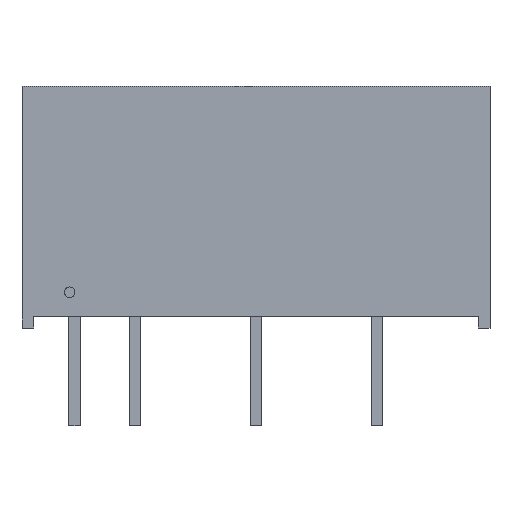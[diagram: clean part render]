
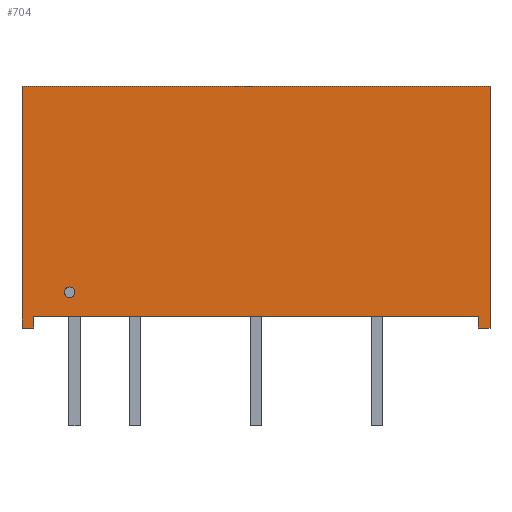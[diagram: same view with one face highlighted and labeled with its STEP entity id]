
A CAD part, top view. The second image highlights one B-rep face of the part: STEP entity #704.
In plain terms, the highlighted planar face has unit normal (0, 0, 1).
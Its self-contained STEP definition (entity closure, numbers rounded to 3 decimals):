
#39 = EDGE_CURVE ( 'NONE', #42, #423, #296, .T. ) ;
#42 = VERTEX_POINT ( 'NONE', #869 ) ;
#53 = VECTOR ( 'NONE', #801, 1000. ) ;
#55 = VERTEX_POINT ( 'NONE', #968 ) ;
#83 = ORIENTED_EDGE ( 'NONE', *, *, #237, .T. ) ;
#119 = EDGE_CURVE ( 'NONE', #510, #638, #363, .T. ) ;
#125 = CARTESIAN_POINT ( 'NONE',  ( -9.325, 0., 7.05 ) ) ;
#141 = EDGE_CURVE ( 'NONE', #316, #1069, #314, .T. ) ;
#155 = CARTESIAN_POINT ( 'NONE',  ( 9.325, 0., 7.05 ) ) ;
#157 = VERTEX_POINT ( 'NONE', #372 ) ;
#167 = DIRECTION ( 'NONE',  ( 0., -1., 0. ) ) ;
#172 = CARTESIAN_POINT ( 'NONE',  ( 9.825, 9.66, 7.05 ) ) ;
#186 = EDGE_LOOP ( 'NONE', ( #661, #253 ) ) ;
#190 = DIRECTION ( 'NONE',  ( 1., 0., 0. ) ) ;
#193 = FACE_BOUND ( 'NONE', #186, .T. ) ;
#200 = CARTESIAN_POINT ( 'NONE',  ( -8.05, 1., 7.05 ) ) ;
#201 = DIRECTION ( 'NONE',  ( 1., 0., 0. ) ) ;
#210 = VECTOR ( 'NONE', #201, 1000. ) ;
#231 = CARTESIAN_POINT ( 'NONE',  ( -9.825, 9.66, 7.05 ) ) ;
#237 = EDGE_CURVE ( 'NONE', #454, #55, #740, .T. ) ;
#252 = ORIENTED_EDGE ( 'NONE', *, *, #938, .T. ) ;
#253 = ORIENTED_EDGE ( 'NONE', *, *, #119, .F. ) ;
#256 = DIRECTION ( 'NONE',  ( 0., 0., 1. ) ) ;
#260 = EDGE_CURVE ( 'NONE', #638, #510, #1077, .T. ) ;
#265 = CARTESIAN_POINT ( 'NONE',  ( -9.325, -0.5, 7.05 ) ) ;
#273 = CARTESIAN_POINT ( 'NONE',  ( 9.325, -0.5, 7.05 ) ) ;
#280 = CARTESIAN_POINT ( 'NONE',  ( 9.325, -0.5, 7.05 ) ) ;
#296 = LINE ( 'NONE', #883, #53 ) ;
#314 = LINE ( 'NONE', #1075, #548 ) ;
#316 = VERTEX_POINT ( 'NONE', #491 ) ;
#342 = CARTESIAN_POINT ( 'NONE',  ( -9.325, 0., 7.05 ) ) ;
#358 = CARTESIAN_POINT ( 'NONE',  ( -9.825, -0.5, 7.05 ) ) ;
#363 = CIRCLE ( 'NONE', #723, 0.225 ) ;
#370 = DIRECTION ( 'NONE',  ( -1., 0., 0. ) ) ;
#372 = CARTESIAN_POINT ( 'NONE',  ( 9.325, 0., 7.05 ) ) ;
#391 = CARTESIAN_POINT ( 'NONE',  ( -7.825, 1., 7.05 ) ) ;
#423 = VERTEX_POINT ( 'NONE', #342 ) ;
#434 = EDGE_CURVE ( 'NONE', #157, #454, #1124, .T. ) ;
#447 = FACE_OUTER_BOUND ( 'NONE', #1003, .T. ) ;
#454 = VERTEX_POINT ( 'NONE', #273 ) ;
#459 = VECTOR ( 'NONE', #760, 1000. ) ;
#469 = DIRECTION ( 'NONE',  ( 1., 0., 0. ) ) ;
#483 = DIRECTION ( 'NONE',  ( 0., 0., 1. ) ) ;
#491 = CARTESIAN_POINT ( 'NONE',  ( -9.825, 9.66, 7.05 ) ) ;
#510 = VERTEX_POINT ( 'NONE', #200 ) ;
#516 = CARTESIAN_POINT ( 'NONE',  ( 9.825, -0.5, 7.05 ) ) ;
#545 = CARTESIAN_POINT ( 'NONE',  ( -7.6, 1., 7.05 ) ) ;
#548 = VECTOR ( 'NONE', #167, 1000. ) ;
#598 = LINE ( 'NONE', #125, #459 ) ;
#604 = EDGE_CURVE ( 'NONE', #423, #157, #598, .T. ) ;
#638 = VERTEX_POINT ( 'NONE', #545 ) ;
#650 = ORIENTED_EDGE ( 'NONE', *, *, #434, .T. ) ;
#661 = ORIENTED_EDGE ( 'NONE', *, *, #260, .F. ) ;
#682 = VECTOR ( 'NONE', #708, 1000. ) ;
#697 = EDGE_CURVE ( 'NONE', #1069, #42, #1139, .T. ) ;
#704 = ADVANCED_FACE ( 'NONE', ( #193, #447 ), #909, .F. ) ;
#708 = DIRECTION ( 'NONE',  ( 0., 1., 0. ) ) ;
#712 = DIRECTION ( 'NONE',  ( 0., -1., 0. ) ) ;
#723 = AXIS2_PLACEMENT_3D ( 'NONE', #809, #256, #914 ) ;
#740 = LINE ( 'NONE', #280, #210 ) ;
#751 = CARTESIAN_POINT ( 'NONE',  ( 9.825, 9.66, 7.05 ) ) ;
#760 = DIRECTION ( 'NONE',  ( 1., 0., 0. ) ) ;
#768 = VERTEX_POINT ( 'NONE', #751 ) ;
#801 = DIRECTION ( 'NONE',  ( 0., 1., 0. ) ) ;
#809 = CARTESIAN_POINT ( 'NONE',  ( -7.825, 1., 7.05 ) ) ;
#856 = LINE ( 'NONE', #231, #1035 ) ;
#869 = CARTESIAN_POINT ( 'NONE',  ( -9.325, -0.5, 7.05 ) ) ;
#882 = ORIENTED_EDGE ( 'NONE', *, *, #952, .T. ) ;
#883 = CARTESIAN_POINT ( 'NONE',  ( -9.325, 0., 7.05 ) ) ;
#902 = DIRECTION ( 'NONE',  ( 0., 0., -1. ) ) ;
#905 = AXIS2_PLACEMENT_3D ( 'NONE', #391, #483, #469 ) ;
#909 = PLANE ( 'NONE',  #972 ) ;
#912 = ORIENTED_EDGE ( 'NONE', *, *, #39, .T. ) ;
#914 = DIRECTION ( 'NONE',  ( 1., 0., 0. ) ) ;
#915 = ORIENTED_EDGE ( 'NONE', *, *, #697, .T. ) ;
#919 = LINE ( 'NONE', #516, #682 ) ;
#921 = VECTOR ( 'NONE', #190, 1000. ) ;
#938 = EDGE_CURVE ( 'NONE', #768, #316, #856, .T. ) ;
#952 = EDGE_CURVE ( 'NONE', #55, #768, #919, .T. ) ;
#959 = DIRECTION ( 'NONE',  ( -1., 0., 0. ) ) ;
#968 = CARTESIAN_POINT ( 'NONE',  ( 9.825, -0.5, 7.05 ) ) ;
#972 = AXIS2_PLACEMENT_3D ( 'NONE', #172, #902, #370 ) ;
#1003 = EDGE_LOOP ( 'NONE', ( #882, #252, #1071, #915, #912, #1058, #650, #83 ) ) ;
#1035 = VECTOR ( 'NONE', #959, 1000. ) ;
#1054 = VECTOR ( 'NONE', #712, 1000. ) ;
#1058 = ORIENTED_EDGE ( 'NONE', *, *, #604, .T. ) ;
#1069 = VERTEX_POINT ( 'NONE', #358 ) ;
#1071 = ORIENTED_EDGE ( 'NONE', *, *, #141, .T. ) ;
#1075 = CARTESIAN_POINT ( 'NONE',  ( -9.825, -0.5, 7.05 ) ) ;
#1077 = CIRCLE ( 'NONE', #905, 0.225 ) ;
#1124 = LINE ( 'NONE', #155, #1054 ) ;
#1139 = LINE ( 'NONE', #265, #921 ) ;
